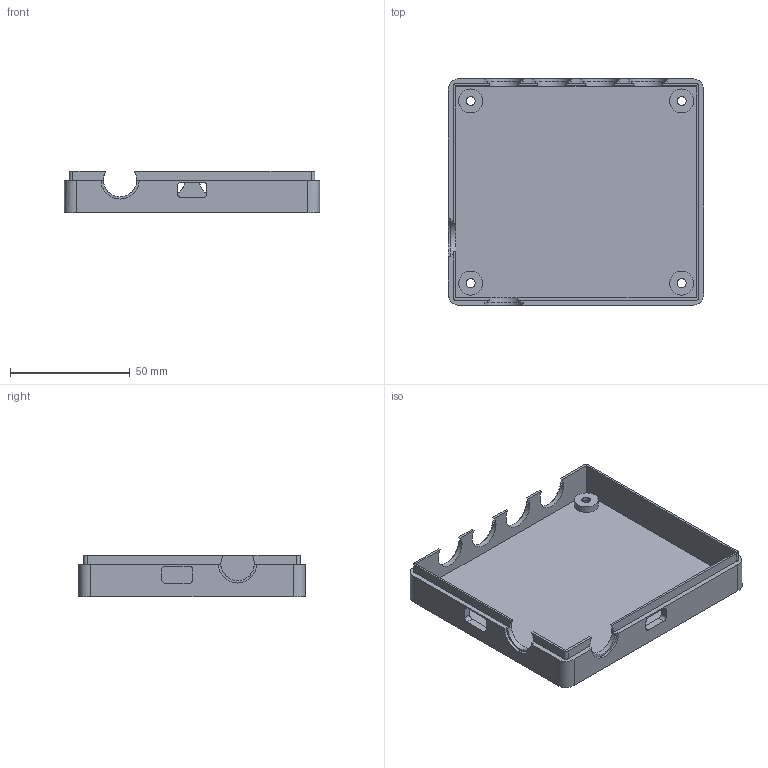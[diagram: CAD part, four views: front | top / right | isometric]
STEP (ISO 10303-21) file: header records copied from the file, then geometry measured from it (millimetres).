
FILE_DESCRIPTION(/* description */ ('STEP AP242','CAx-IF Rec.Pracs.---Representation and Presentation of Product Manufacturing Information (PMI)---4.0---2014-10-13','CAx-IF Rec.Pracs.---3D Tessellated Geometry---0.4---2014-09-14','2;1'),/* implementation_level */ '2;1');
FILE_NAME(/* name */ '6902607d14c9fc4fb1472399',/* time_stamp */ '2025-10-29T18:44:14Z',/* author */ (''),/* organization */ (''),/* preprocessor_version */ 'ST-DEVELOPER v20',/* originating_system */ 'ONSHAPE BY PTC INC, 1.205',/* authorisation */ ' ');
FILE_SCHEMA (('AP242_MANAGED_MODEL_BASED_3D_ENGINEERING_MIM_LF { 1 0 10303 442 1 1 4 }'));
Length unit declared in the file: metre
Products named in the file (1): Bottom
Bounding box: 106.4 x 94.4 x 17.39 mm (x, y, z)
Volume: 41110.5 mm3; surface area: 31773.9 mm2
Topology: 1 solids, 1 shells, 188 faces, 529 edges, 354 vertices
Faces by surface type: plane 148, cylinder 32, bspline 8
Full cylindrical faces by diameter (mm): 3.7 x4, 8 x4, 10 x4
Entity records: 6231 total; most frequent: CARTESIAN_POINT 1400, ORIENTED_EDGE 1026, DIRECTION 919, EDGE_CURVE 513, LINE 405, VECTOR 405, VERTEX_POINT 350, AXIS2_PLACEMENT_3D 257
